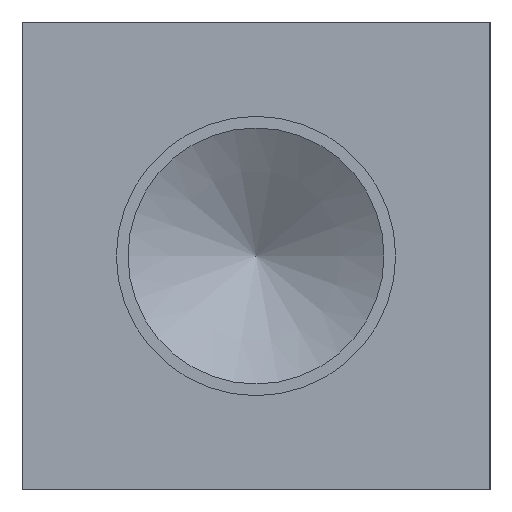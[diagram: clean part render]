
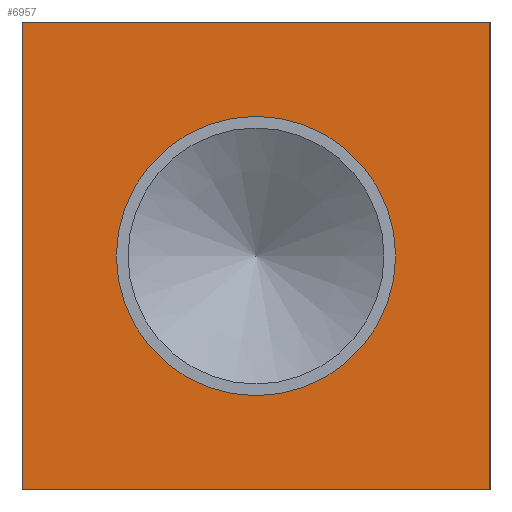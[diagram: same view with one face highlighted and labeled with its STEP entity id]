
A CAD part, left-side view. The second image highlights one B-rep face of the part: STEP entity #6957.
In plain terms, the highlighted planar face has unit normal (-1, 0, 0).
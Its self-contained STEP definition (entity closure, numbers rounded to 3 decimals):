
#124=CIRCLE('',#7309,30.315);
#125=CIRCLE('',#7310,30.315);
#169=FACE_BOUND('',#1147,.T.);
#403=PLANE('',#7312);
#753=FACE_OUTER_BOUND('',#1146,.T.);
#1146=EDGE_LOOP('',(#6190,#6191,#6192,#6193));
#1147=EDGE_LOOP('',(#6194,#6195));
#1441=LINE('',#10628,#2138);
#1852=LINE('',#11771,#2549);
#1853=LINE('',#11772,#2550);
#1854=LINE('',#11773,#2551);
#2138=VECTOR('',#7750,10.);
#2549=VECTOR('',#8681,10.);
#2550=VECTOR('',#8682,10.);
#2551=VECTOR('',#8683,10.);
#3023=VERTEX_POINT('',#10621);
#3026=VERTEX_POINT('',#10626);
#3367=VERTEX_POINT('',#11761);
#3368=VERTEX_POINT('',#11762);
#3369=VERTEX_POINT('',#11769);
#3370=VERTEX_POINT('',#11770);
#3811=EDGE_CURVE('',#3026,#3023,#1441,.T.);
#4313=EDGE_CURVE('',#3367,#3368,#124,.T.);
#4314=EDGE_CURVE('',#3368,#3367,#125,.T.);
#4317=EDGE_CURVE('',#3369,#3370,#1852,.T.);
#4318=EDGE_CURVE('',#3370,#3023,#1853,.T.);
#4319=EDGE_CURVE('',#3369,#3026,#1854,.T.);
#6190=ORIENTED_EDGE('',*,*,#4317,.T.);
#6191=ORIENTED_EDGE('',*,*,#4318,.T.);
#6192=ORIENTED_EDGE('',*,*,#3811,.F.);
#6193=ORIENTED_EDGE('',*,*,#4319,.F.);
#6194=ORIENTED_EDGE('',*,*,#4313,.T.);
#6195=ORIENTED_EDGE('',*,*,#4314,.T.);
#6957=ADVANCED_FACE('',(#753,#169),#403,.T.);
#7309=AXIS2_PLACEMENT_3D('',#11763,#8671,#8672);
#7310=AXIS2_PLACEMENT_3D('',#11764,#8673,#8674);
#7312=AXIS2_PLACEMENT_3D('',#11768,#8679,#8680);
#7750=DIRECTION('',(0.,-1.,0.));
#8671=DIRECTION('center_axis',(1.,0.,0.));
#8672=DIRECTION('ref_axis',(0.,1.,0.));
#8673=DIRECTION('center_axis',(1.,0.,0.));
#8674=DIRECTION('ref_axis',(0.,1.,0.));
#8679=DIRECTION('center_axis',(-1.,0.,0.));
#8680=DIRECTION('ref_axis',(0.,-1.,0.));
#8681=DIRECTION('',(0.,-1.,0.));
#8682=DIRECTION('',(0.,0.,1.));
#8683=DIRECTION('',(0.,0.,1.));
#10621=CARTESIAN_POINT('',(0.,0.,101.6));
#10626=CARTESIAN_POINT('',(0.,101.6,101.6));
#10628=CARTESIAN_POINT('',(0.,101.6,101.6));
#11761=CARTESIAN_POINT('',(0.,81.115,50.8));
#11762=CARTESIAN_POINT('',(0.,20.485,50.8));
#11763=CARTESIAN_POINT('Origin',(0.,50.8,50.8));
#11764=CARTESIAN_POINT('Origin',(0.,50.8,50.8));
#11768=CARTESIAN_POINT('Origin',(0.,101.6,0.));
#11769=CARTESIAN_POINT('',(0.,101.6,0.));
#11770=CARTESIAN_POINT('',(0.,0.,0.));
#11771=CARTESIAN_POINT('',(0.,101.6,0.));
#11772=CARTESIAN_POINT('',(0.,0.,0.));
#11773=CARTESIAN_POINT('',(0.,101.6,0.));
